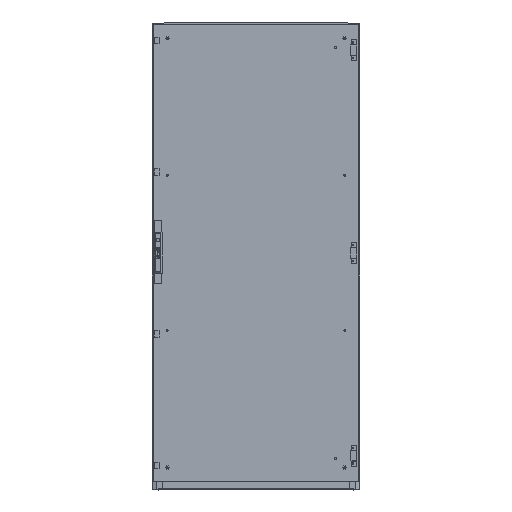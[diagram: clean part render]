
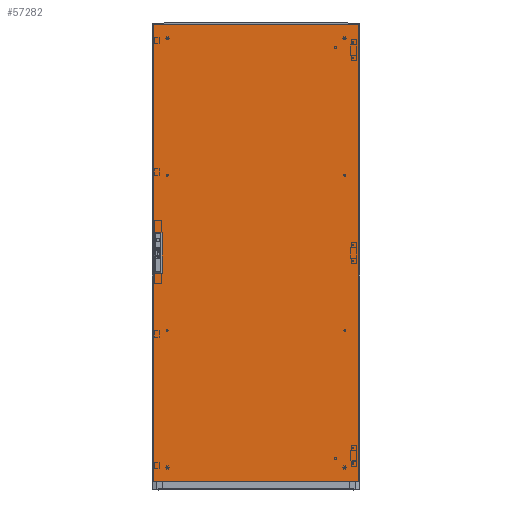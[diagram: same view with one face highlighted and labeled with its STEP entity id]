
A CAD part, top view. The second image highlights one B-rep face of the part: STEP entity #57282.
In plain terms, the highlighted planar face has unit normal (0, 0, 1).
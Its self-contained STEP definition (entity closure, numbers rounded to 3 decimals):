
#227 = AXIS2_PLACEMENT_3D ( 'NONE', #112150, #47520, #66378 ) ;
#1065 = LINE ( 'NONE', #82443, #22644 ) ;
#3406 = CARTESIAN_POINT ( 'NONE',  ( -397., 883.5, 0. ) ) ;
#3555 = LINE ( 'NONE', #75612, #49791 ) ;
#3573 = CARTESIAN_POINT ( 'NONE',  ( -363., 0., 0. ) ) ;
#6034 = ORIENTED_EDGE ( 'NONE', *, *, #80879, .T. ) ;
#6270 = VERTEX_POINT ( 'NONE', #54533 ) ;
#6498 = VECTOR ( 'NONE', #68758, 1000. ) ;
#8897 = CARTESIAN_POINT ( 'NONE',  ( -397., 883.5, 0. ) ) ;
#9343 = LINE ( 'NONE', #32554, #6498 ) ;
#18602 = EDGE_LOOP ( 'NONE', ( #106798, #36903, #58746, #22606 ) ) ;
#19340 = CARTESIAN_POINT ( 'NONE',  ( 397., -883.5, 0. ) ) ;
#20837 = VERTEX_POINT ( 'NONE', #81228 ) ;
#22606 = ORIENTED_EDGE ( 'NONE', *, *, #73533, .F. ) ;
#22644 = VECTOR ( 'NONE', #36645, 1000. ) ;
#22968 = LINE ( 'NONE', #23606, #117947 ) ;
#23606 = CARTESIAN_POINT ( 'NONE',  ( 397., 883.5, 0. ) ) ;
#24262 = CARTESIAN_POINT ( 'NONE',  ( -397., -883.5, 0. ) ) ;
#24711 = EDGE_CURVE ( 'NONE', #69490, #41342, #55853, .T. ) ;
#25777 = EDGE_CURVE ( 'NONE', #41342, #59059, #110051, .T. ) ;
#27991 = VECTOR ( 'NONE', #76748, 1000. ) ;
#32554 = CARTESIAN_POINT ( 'NONE',  ( -397., -883.5, 0. ) ) ;
#36645 = DIRECTION ( 'NONE',  ( 1., 0., 0. ) ) ;
#36903 = ORIENTED_EDGE ( 'NONE', *, *, #110256, .T. ) ;
#38605 = CARTESIAN_POINT ( 'NONE',  ( -397., 883.5, 0. ) ) ;
#38916 = ORIENTED_EDGE ( 'NONE', *, *, #50768, .T. ) ;
#39690 = DIRECTION ( 'NONE',  ( 1., 0., 0. ) ) ;
#41342 = VERTEX_POINT ( 'NONE', #38605 ) ;
#41480 = ORIENTED_EDGE ( 'NONE', *, *, #25777, .T. ) ;
#41918 = VERTEX_POINT ( 'NONE', #19340 ) ;
#42969 = VECTOR ( 'NONE', #73416, 1000. ) ;
#44064 = CARTESIAN_POINT ( 'NONE',  ( -363., 78.5, 0. ) ) ;
#44208 = VERTEX_POINT ( 'NONE', #76721 ) ;
#45767 = EDGE_CURVE ( 'NONE', #20837, #90776, #113106, .T. ) ;
#47520 = DIRECTION ( 'NONE',  ( 0., 0., 1. ) ) ;
#47714 = VECTOR ( 'NONE', #68081, 1000. ) ;
#48549 = CARTESIAN_POINT ( 'NONE',  ( -393.4, 78.5, 0. ) ) ;
#49791 = VECTOR ( 'NONE', #94038, 1000. ) ;
#50768 = EDGE_CURVE ( 'NONE', #59059, #41918, #9343, .T. ) ;
#54533 = CARTESIAN_POINT ( 'NONE',  ( -363., -78.5, 0. ) ) ;
#55853 = LINE ( 'NONE', #8897, #42969 ) ;
#57282 = ADVANCED_FACE ( 'NONE', ( #70177, #118995 ), #102920, .T. ) ;
#57811 = EDGE_LOOP ( 'NONE', ( #6034, #94233, #41480, #38916 ) ) ;
#58746 = ORIENTED_EDGE ( 'NONE', *, *, #103110, .F. ) ;
#59059 = VERTEX_POINT ( 'NONE', #24262 ) ;
#62227 = CARTESIAN_POINT ( 'NONE',  ( 397., 883.5, 0. ) ) ;
#66378 = DIRECTION ( 'NONE',  ( 1., 0., 0. ) ) ;
#68081 = DIRECTION ( 'NONE',  ( 0., -1., 0. ) ) ;
#68758 = DIRECTION ( 'NONE',  ( 1., 0., 0. ) ) ;
#69490 = VERTEX_POINT ( 'NONE', #62227 ) ;
#70177 = FACE_BOUND ( 'NONE', #18602, .T. ) ;
#73416 = DIRECTION ( 'NONE',  ( -1., 0., 0. ) ) ;
#73533 = EDGE_CURVE ( 'NONE', #20837, #44208, #3555, .T. ) ;
#75612 = CARTESIAN_POINT ( 'NONE',  ( -393.4, 0., 0. ) ) ;
#76721 = CARTESIAN_POINT ( 'NONE',  ( -393.4, -78.5, 0. ) ) ;
#76748 = DIRECTION ( 'NONE',  ( 0., -1., 0. ) ) ;
#80879 = EDGE_CURVE ( 'NONE', #41918, #69490, #22968, .T. ) ;
#81228 = CARTESIAN_POINT ( 'NONE',  ( -393.4, 78.5, 0. ) ) ;
#82443 = CARTESIAN_POINT ( 'NONE',  ( -393.4, -78.5, 0. ) ) ;
#88610 = VECTOR ( 'NONE', #39690, 1000. ) ;
#90776 = VERTEX_POINT ( 'NONE', #44064 ) ;
#94038 = DIRECTION ( 'NONE',  ( 0., -1., 0. ) ) ;
#94233 = ORIENTED_EDGE ( 'NONE', *, *, #24711, .T. ) ;
#96570 = LINE ( 'NONE', #3573, #47714 ) ;
#102920 = PLANE ( 'NONE',  #227 ) ;
#103110 = EDGE_CURVE ( 'NONE', #44208, #6270, #1065, .T. ) ;
#106512 = DIRECTION ( 'NONE',  ( 0., 1., 0. ) ) ;
#106798 = ORIENTED_EDGE ( 'NONE', *, *, #45767, .T. ) ;
#110051 = LINE ( 'NONE', #3406, #27991 ) ;
#110256 = EDGE_CURVE ( 'NONE', #90776, #6270, #96570, .T. ) ;
#112150 = CARTESIAN_POINT ( 'NONE',  ( 0., 0., 0. ) ) ;
#113106 = LINE ( 'NONE', #48549, #88610 ) ;
#117947 = VECTOR ( 'NONE', #106512, 1000. ) ;
#118995 = FACE_OUTER_BOUND ( 'NONE', #57811, .T. ) ;
